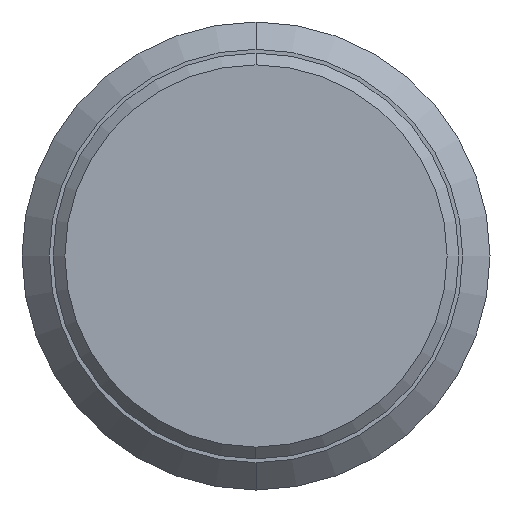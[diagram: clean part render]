
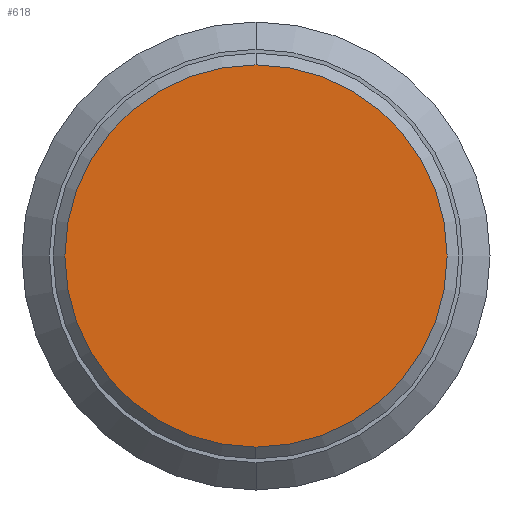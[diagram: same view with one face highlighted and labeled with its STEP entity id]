
A CAD part, front view. The second image highlights one B-rep face of the part: STEP entity #618.
In plain terms, the highlighted planar face has unit normal (0, -1, 0).
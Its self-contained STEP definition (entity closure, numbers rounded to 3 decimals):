
#618=ADVANCED_FACE('',(#1152),#1153,.T.);
#1152=FACE_OUTER_BOUND('',#1693,.T.);
#1153=PLANE('',#1694);
#1693=EDGE_LOOP('',(#2943,#2944));
#1694=AXIS2_PLACEMENT_3D('',#2945,#2946,#2947);
#2943=ORIENTED_EDGE('',*,*,#3394,.T.);
#2944=ORIENTED_EDGE('',*,*,#3422,.T.);
#2945=CARTESIAN_POINT('',(0.0,-8.0,2.45));
#2946=DIRECTION('',(0.0,-1.0,0.0));
#2947=DIRECTION('',(0.0,0.0,1.0));
#3394=EDGE_CURVE('',#4027,#4031,#4033,.T.);
#3422=EDGE_CURVE('',#4031,#4027,#4071,.T.);
#4027=VERTEX_POINT('',#5122);
#4031=VERTEX_POINT('',#5127);
#4033=CIRCLE('',#5130,4.9);
#4071=CIRCLE('',#5174,4.9);
#5122=CARTESIAN_POINT('',(0.0,-8.0,4.9));
#5127=CARTESIAN_POINT('',(0.,-8.0,-4.9));
#5130=AXIS2_PLACEMENT_3D('',#5756,#5757,#5758);
#5174=AXIS2_PLACEMENT_3D('',#5798,#5799,#5800);
#5756=CARTESIAN_POINT('',(0.0,-8.0,0.0));
#5757=DIRECTION('',(0.0,-1.0,0.0));
#5758=DIRECTION('',(0.0,0.0,1.0));
#5798=CARTESIAN_POINT('',(0.0,-8.0,0.0));
#5799=DIRECTION('',(0.0,-1.0,0.0));
#5800=DIRECTION('',(0.0,0.0,1.0));
